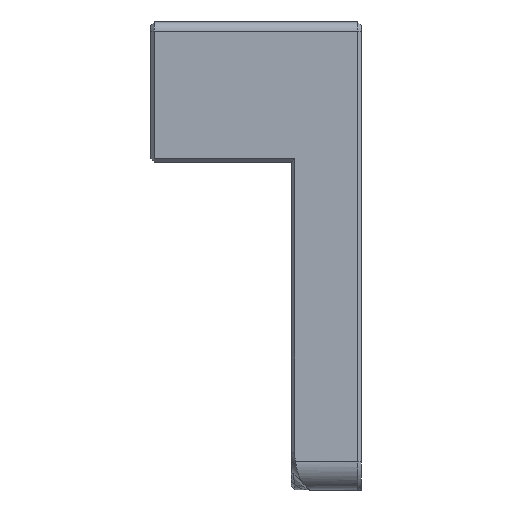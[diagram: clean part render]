
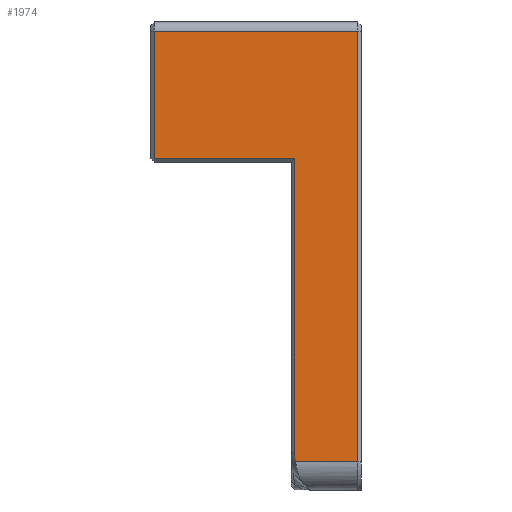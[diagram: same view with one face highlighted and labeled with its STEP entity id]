
A CAD part, left-side view. The second image highlights one B-rep face of the part: STEP entity #1974.
In plain terms, the highlighted planar face has unit normal (-1, 0, 0).
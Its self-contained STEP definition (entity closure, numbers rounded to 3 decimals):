
#536 = VERTEX_POINT('',#537);
#537 = CARTESIAN_POINT('',(-0.5,25.9,-21.));
#545 = VERTEX_POINT('',#546);
#546 = CARTESIAN_POINT('',(-0.5,25.9,25.));
#552 = EDGE_CURVE('',#545,#536,#553,.T.);
#553 = LINE('',#554,#555);
#554 = CARTESIAN_POINT('',(-0.5,25.9,11.));
#555 = VECTOR('',#556,1.);
#556 = DIRECTION('',(0.,0.,-1.));
#1974 = ADVANCED_FACE('',(#1975),#2025,.T.);
#1975 = FACE_BOUND('',#1976,.T.);
#1976 = EDGE_LOOP('',(#1977,#1987,#1995,#2004,#2010,#2011,#2019));
#1977 = ORIENTED_EDGE('',*,*,#1978,.F.);
#1978 = EDGE_CURVE('',#1979,#1981,#1983,.T.);
#1979 = VERTEX_POINT('',#1980);
#1980 = CARTESIAN_POINT('',(-0.5,32.6,11.4));
#1981 = VERTEX_POINT('',#1982);
#1982 = CARTESIAN_POINT('',(-0.5,47.6,11.4));
#1983 = LINE('',#1984,#1985);
#1984 = CARTESIAN_POINT('',(-0.5,31.,11.4));
#1985 = VECTOR('',#1986,1.);
#1986 = DIRECTION('',(0.,1.,0.));
#1987 = ORIENTED_EDGE('',*,*,#1988,.F.);
#1988 = EDGE_CURVE('',#1989,#1979,#1991,.T.);
#1989 = VERTEX_POINT('',#1990);
#1990 = CARTESIAN_POINT('',(-0.5,32.6,-20.279));
#1991 = LINE('',#1992,#1993);
#1992 = CARTESIAN_POINT('',(-0.5,32.6,11.));
#1993 = VECTOR('',#1994,1.);
#1994 = DIRECTION('',(0.,0.,1.));
#1995 = ORIENTED_EDGE('',*,*,#1996,.F.);
#1996 = EDGE_CURVE('',#1997,#1989,#1999,.T.);
#1997 = VERTEX_POINT('',#1998);
#1998 = CARTESIAN_POINT('',(-0.5,32.526,-21.));
#1999 = ELLIPSE('',#2000,5.196,3.);
#2000 = AXIS2_PLACEMENT_3D('',#2001,#2002,#2003);
#2001 = CARTESIAN_POINT('',(-0.5,28.357,
    -22.4));
#2002 = DIRECTION('',(1.,0.,0.));
#2003 = DIRECTION('',(0.,0.707,0.707)
  );
#2004 = ORIENTED_EDGE('',*,*,#2005,.F.);
#2005 = EDGE_CURVE('',#536,#1997,#2006,.T.);
#2006 = LINE('',#2007,#2008);
#2007 = CARTESIAN_POINT('',(-0.5,33.,-21.));
#2008 = VECTOR('',#2009,1.);
#2009 = DIRECTION('',(0.,1.,0.));
#2010 = ORIENTED_EDGE('',*,*,#552,.F.);
#2011 = ORIENTED_EDGE('',*,*,#2012,.F.);
#2012 = EDGE_CURVE('',#2013,#545,#2015,.T.);
#2013 = VERTEX_POINT('',#2014);
#2014 = CARTESIAN_POINT('',(-0.5,47.6,25.));
#2015 = LINE('',#2016,#2017);
#2016 = CARTESIAN_POINT('',(-0.5,31.,25.));
#2017 = VECTOR('',#2018,1.);
#2018 = DIRECTION('',(0.,-1.,0.));
#2019 = ORIENTED_EDGE('',*,*,#2020,.F.);
#2020 = EDGE_CURVE('',#1981,#2013,#2021,.T.);
#2021 = LINE('',#2022,#2023);
#2022 = CARTESIAN_POINT('',(-0.5,47.6,11.));
#2023 = VECTOR('',#2024,1.);
#2024 = DIRECTION('',(0.,0.,1.));
#2025 = PLANE('',#2026);
#2026 = AXIS2_PLACEMENT_3D('',#2027,#2028,#2029);
#2027 = CARTESIAN_POINT('',(-0.5,31.,11.));
#2028 = DIRECTION('',(-1.,0.,0.));
#2029 = DIRECTION('',(0.,0.,-1.));
